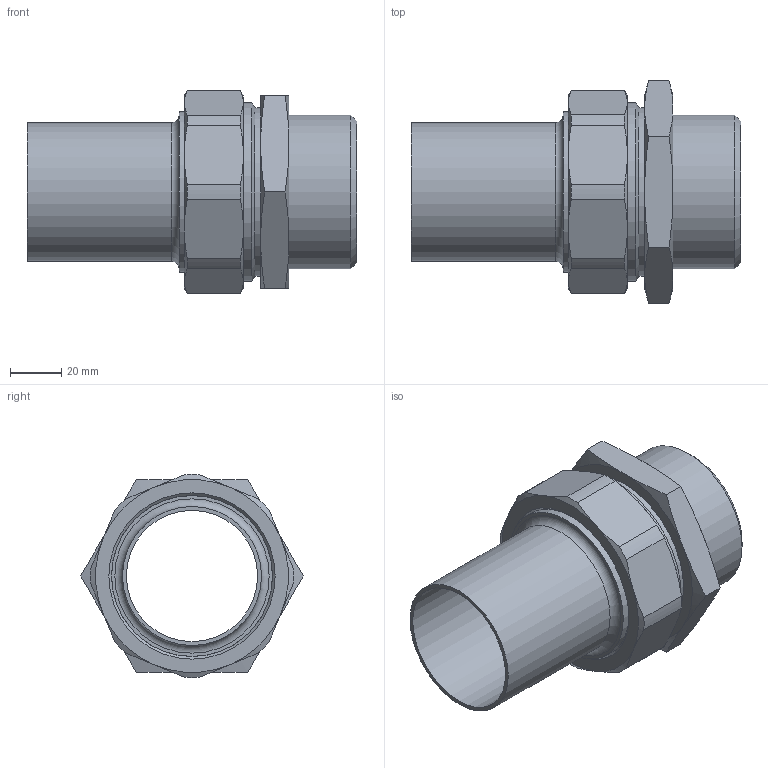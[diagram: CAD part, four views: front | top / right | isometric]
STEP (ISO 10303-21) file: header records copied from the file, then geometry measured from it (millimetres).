
FILE_DESCRIPTION(/* description */ (''),/* implementation_level */ '2;1');
FILE_NAME(/* name */ '35410.stp',/* time_stamp */ '2014-04-01T20:53:06+02:00',/* author */ ('bruh'),/* organization */ (''),/* preprocessor_version */ 'ST-DEVELOPER v15.2',/* originating_system */ 'Autodesk Inventor 2014',/* authorisation */ '');
FILE_SCHEMA (('AUTOMOTIVE_DESIGN { 1 0 10303 214 3 1 1 }'));
Length unit declared in the file: millimetre
Products named in the file (4): 101140; 101042; 400963; 35410
Bounding box: 128 x 86.6 x 78.98 mm (x, y, z)
Volume: 124468.1 mm3; surface area: 65065.9 mm2
Topology: 3 solids, 3 shells, 81 faces, 177 edges, 106 vertices
Faces by surface type: cone 36, plane 24, cylinder 19, torus 2
Full cylindrical faces by diameter (mm): 51 x2, 54 x1, 56 x1, 59.614 x1, 62.5 x1, 62.6 x1, 65.4 x1, 65.7 x1, 66.44 x1, 69.398 x1
Entity records: 2128 total; most frequent: CARTESIAN_POINT 452, DIRECTION 344, ORIENTED_EDGE 302, AXIS2_PLACEMENT_3D 161, EDGE_CURVE 151, EDGE_LOOP 112, VERTEX_POINT 101, ADVANCED_FACE 81
